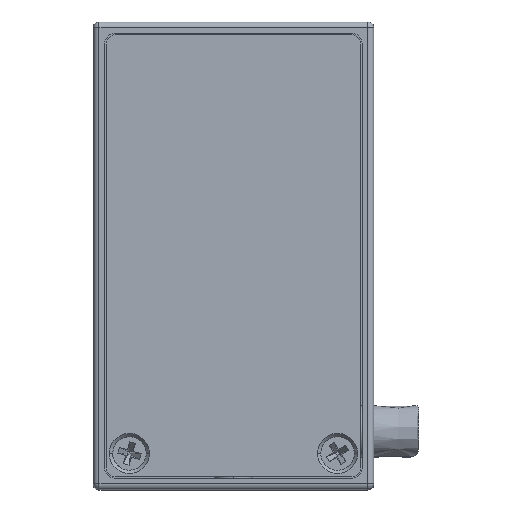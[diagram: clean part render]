
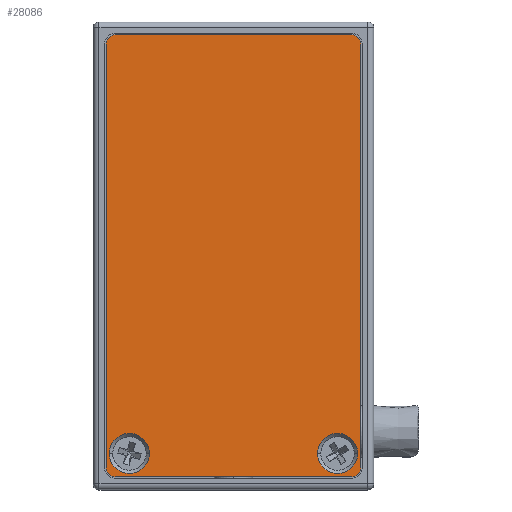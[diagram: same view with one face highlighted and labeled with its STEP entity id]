
A CAD part, top view. The second image highlights one B-rep face of the part: STEP entity #28086.
In plain terms, the highlighted planar face has unit normal (0, 0, 1).
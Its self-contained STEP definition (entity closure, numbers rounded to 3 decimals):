
#2311 = CARTESIAN_POINT ( 'NONE',  ( 20.717, -12.08, 27.248 ) ) ;
#6236 = DIRECTION ( 'NONE',  ( 1., 0., 0. ) ) ;
#6237 = DIRECTION ( 'NONE',  ( 0., 0., 1. ) ) ;
#6238 = CARTESIAN_POINT ( 'NONE',  ( 18.177, -56.53, 27.248 ) ) ;
#6239 = AXIS2_PLACEMENT_3D ( 'NONE', #6238, #6237, #6236 ) ;
#6241 = CIRCLE ( 'NONE', #6239, 2.184 ) ;
#6411 = CARTESIAN_POINT ( 'NONE',  ( 20.361, -56.53, 27.248 ) ) ;
#6428 = CARTESIAN_POINT ( 'NONE',  ( -2.245, -56.53, 27.248 ) ) ;
#6429 = DIRECTION ( 'NONE',  ( 1., 0., 0. ) ) ;
#6430 = DIRECTION ( 'NONE',  ( 0., 0., 1. ) ) ;
#6431 = CARTESIAN_POINT ( 'NONE',  ( -4.429, -56.53, 27.248 ) ) ;
#6432 = AXIS2_PLACEMENT_3D ( 'NONE', #6431, #6430, #6429 ) ;
#6433 = CIRCLE ( 'NONE', #6432, 2.184 ) ;
#6434 = CARTESIAN_POINT ( 'NONE',  ( -6.614, -56.53, 27.248 ) ) ;
#6439 = CARTESIAN_POINT ( 'NONE',  ( -5.953, -11.064, 27.248 ) ) ;
#6455 = CARTESIAN_POINT ( 'NONE',  ( 15.992, -56.53, 27.248 ) ) ;
#6522 = CARTESIAN_POINT ( 'NONE',  ( 19.701, -59.07, 27.248 ) ) ;
#6523 = DIRECTION ( 'NONE',  ( -1., 0., 0. ) ) ;
#6524 = DIRECTION ( 'NONE',  ( 0., 0., 1. ) ) ;
#6525 = CARTESIAN_POINT ( 'NONE',  ( 19.701, -58.054, 27.248 ) ) ;
#6526 = AXIS2_PLACEMENT_3D ( 'NONE', #6525, #6524, #6523 ) ;
#6527 = CIRCLE ( 'NONE', #6526, 1.016 ) ;
#6582 = CARTESIAN_POINT ( 'NONE',  ( 20.717, -58.054, 27.248 ) ) ;
#6583 = DIRECTION ( 'NONE',  ( 0., 1., 0. ) ) ;
#6584 = VECTOR ( 'NONE', #6583, 1000. ) ;
#6585 = CARTESIAN_POINT ( 'NONE',  ( 20.717, -11.064, 27.248 ) ) ;
#6586 = LINE ( 'NONE', #6585, #6584 ) ;
#6609 = CARTESIAN_POINT ( 'NONE',  ( 19.701, -11.064, 27.248 ) ) ;
#6610 = DIRECTION ( 'NONE',  ( -1., 0., 0. ) ) ;
#6611 = VECTOR ( 'NONE', #6610, 1000. ) ;
#6612 = CARTESIAN_POINT ( 'NONE',  ( -6.969, -11.064, 27.248 ) ) ;
#6617 = LINE ( 'NONE', #6612, #6611 ) ;
#6624 = DIRECTION ( 'NONE',  ( -1., 0., 0. ) ) ;
#6625 = DIRECTION ( 'NONE',  ( 0., 0., 1. ) ) ;
#6626 = CARTESIAN_POINT ( 'NONE',  ( 19.701, -12.08, 27.248 ) ) ;
#6627 = AXIS2_PLACEMENT_3D ( 'NONE', #6626, #6625, #6624 ) ;
#6628 = CIRCLE ( 'NONE', #6627, 1.016 ) ;
#6785 = DIRECTION ( 'NONE',  ( 1., 0., 0. ) ) ;
#6786 = DIRECTION ( 'NONE',  ( 0., 0., 1. ) ) ;
#6787 = CARTESIAN_POINT ( 'NONE',  ( 18.177, -56.53, 27.248 ) ) ;
#6788 = AXIS2_PLACEMENT_3D ( 'NONE', #6787, #6786, #6785 ) ;
#6789 = CIRCLE ( 'NONE', #6788, 2.184 ) ;
#6818 = DIRECTION ( 'NONE',  ( 1., 0., 0. ) ) ;
#6819 = DIRECTION ( 'NONE',  ( 0., 0., 1. ) ) ;
#6820 = CARTESIAN_POINT ( 'NONE',  ( -4.429, -56.53, 27.248 ) ) ;
#6821 = AXIS2_PLACEMENT_3D ( 'NONE', #6820, #6819, #6818 ) ;
#6822 = CIRCLE ( 'NONE', #6821, 2.184 ) ;
#6836 = LINE ( 'NONE', #6868, #6867 ) ;
#6860 = DIRECTION ( 'NONE',  ( -1., 0., 0. ) ) ;
#6861 = DIRECTION ( 'NONE',  ( 0., 0., 1. ) ) ;
#6862 = CARTESIAN_POINT ( 'NONE',  ( -5.953, -12.08, 27.248 ) ) ;
#6863 = AXIS2_PLACEMENT_3D ( 'NONE', #6862, #6861, #6860 ) ;
#6864 = CIRCLE ( 'NONE', #6863, 1.016 ) ;
#6866 = DIRECTION ( 'NONE',  ( 1., 0., 0. ) ) ;
#6867 = VECTOR ( 'NONE', #6866, 1000. ) ;
#6868 = CARTESIAN_POINT ( 'NONE',  ( 20.717, -59.07, 27.248 ) ) ;
#6884 = FACE_OUTER_BOUND ( 'NONE', #28093, .T. ) ;
#6885 = FACE_BOUND ( 'NONE', #28090, .T. ) ;
#6886 = FACE_BOUND ( 'NONE', #28087, .T. ) ;
#6909 = CARTESIAN_POINT ( 'NONE',  ( -5.953, -59.07, 27.248 ) ) ;
#6910 = DIRECTION ( 'NONE',  ( -1., 0., 0. ) ) ;
#6911 = DIRECTION ( 'NONE',  ( 0., 0., 1. ) ) ;
#6912 = CARTESIAN_POINT ( 'NONE',  ( -5.953, -58.054, 27.248 ) ) ;
#6913 = AXIS2_PLACEMENT_3D ( 'NONE', #6912, #6911, #6910 ) ;
#6914 = CIRCLE ( 'NONE', #6913, 1.016 ) ;
#6915 = CARTESIAN_POINT ( 'NONE',  ( -6.969, -58.054, 27.248 ) ) ;
#6916 = CARTESIAN_POINT ( 'NONE',  ( -6.969, -12.08, 27.248 ) ) ;
#6917 = DIRECTION ( 'NONE',  ( 0., -1., 0. ) ) ;
#6918 = VECTOR ( 'NONE', #6917, 1000. ) ;
#6919 = CARTESIAN_POINT ( 'NONE',  ( -6.969, -59.07, 27.248 ) ) ;
#6920 = LINE ( 'NONE', #6919, #6918 ) ;
#6921 = DIRECTION ( 'NONE',  ( -1., 0., 0. ) ) ;
#6922 = DIRECTION ( 'NONE',  ( 0., 0., -1. ) ) ;
#6923 = CARTESIAN_POINT ( 'NONE',  ( -6.969, -11.064, 27.248 ) ) ;
#6924 = AXIS2_PLACEMENT_3D ( 'NONE', #6923, #6922, #6921 ) ;
#6925 = PLANE ( 'NONE',  #6924 ) ;
#24842 = VERTEX_POINT ( 'NONE', #2311 ) ;
#27944 = EDGE_CURVE ( 'NONE', #27974, #27945, #6241, .T. ) ;
#27945 = VERTEX_POINT ( 'NONE', #6411 ) ;
#27956 = VERTEX_POINT ( 'NONE', #6439 ) ;
#27960 = VERTEX_POINT ( 'NONE', #6434 ) ;
#27962 = EDGE_CURVE ( 'NONE', #27960, #27963, #6433, .T. ) ;
#27963 = VERTEX_POINT ( 'NONE', #6428 ) ;
#27974 = VERTEX_POINT ( 'NONE', #6455 ) ;
#27988 = EDGE_CURVE ( 'NONE', #27989, #28002, #6527, .T. ) ;
#27989 = VERTEX_POINT ( 'NONE', #6522 ) ;
#28001 = EDGE_CURVE ( 'NONE', #28002, #24842, #6586, .T. ) ;
#28002 = VERTEX_POINT ( 'NONE', #6582 ) ;
#28011 = EDGE_CURVE ( 'NONE', #28012, #27956, #6617, .T. ) ;
#28012 = VERTEX_POINT ( 'NONE', #6609 ) ;
#28022 = EDGE_CURVE ( 'NONE', #24842, #28012, #6628, .T. ) ;
#28056 = EDGE_CURVE ( 'NONE', #27945, #27974, #6789, .T. ) ;
#28064 = EDGE_CURVE ( 'NONE', #27963, #27960, #6822, .T. ) ;
#28072 = ORIENTED_EDGE ( 'NONE', *, *, #28074, .T. ) ;
#28074 = EDGE_CURVE ( 'NONE', #28100, #27989, #6836, .T. ) ;
#28075 = ORIENTED_EDGE ( 'NONE', *, *, #27988, .T. ) ;
#28076 = ORIENTED_EDGE ( 'NONE', *, *, #28001, .T. ) ;
#28077 = ORIENTED_EDGE ( 'NONE', *, *, #28022, .T. ) ;
#28078 = ORIENTED_EDGE ( 'NONE', *, *, #28011, .T. ) ;
#28079 = ORIENTED_EDGE ( 'NONE', *, *, #28080, .T. ) ;
#28080 = EDGE_CURVE ( 'NONE', #27956, #28096, #6864, .T. ) ;
#28086 = ADVANCED_FACE ( 'NONE', ( #6886, #6885, #6884 ), #6925, .F. ) ;
#28087 = EDGE_LOOP ( 'NONE', ( #28088, #28089 ) ) ;
#28088 = ORIENTED_EDGE ( 'NONE', *, *, #28064, .F. ) ;
#28089 = ORIENTED_EDGE ( 'NONE', *, *, #27962, .F. ) ;
#28090 = EDGE_LOOP ( 'NONE', ( #28091, #28092 ) ) ;
#28091 = ORIENTED_EDGE ( 'NONE', *, *, #28056, .F. ) ;
#28092 = ORIENTED_EDGE ( 'NONE', *, *, #27944, .F. ) ;
#28093 = EDGE_LOOP ( 'NONE', ( #28094, #28098, #28072, #28075, #28076, #28077, #28078, #28079 ) ) ;
#28094 = ORIENTED_EDGE ( 'NONE', *, *, #28095, .T. ) ;
#28095 = EDGE_CURVE ( 'NONE', #28096, #28097, #6920, .T. ) ;
#28096 = VERTEX_POINT ( 'NONE', #6916 ) ;
#28097 = VERTEX_POINT ( 'NONE', #6915 ) ;
#28098 = ORIENTED_EDGE ( 'NONE', *, *, #28099, .T. ) ;
#28099 = EDGE_CURVE ( 'NONE', #28097, #28100, #6914, .T. ) ;
#28100 = VERTEX_POINT ( 'NONE', #6909 ) ;
